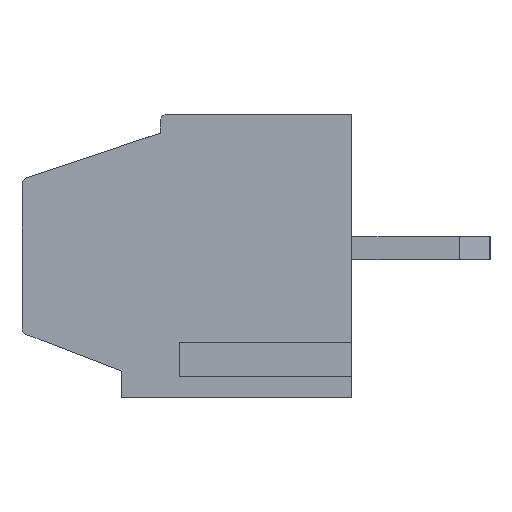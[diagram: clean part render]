
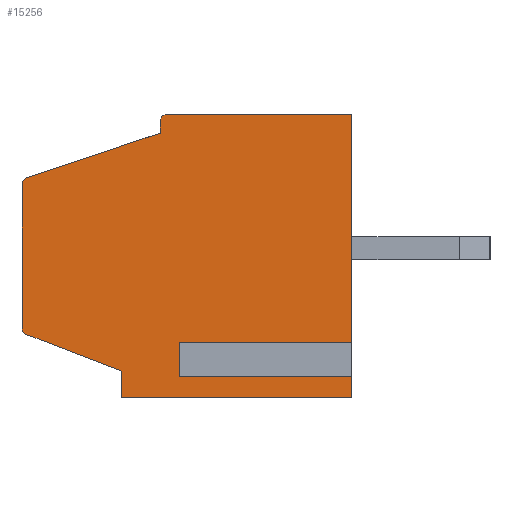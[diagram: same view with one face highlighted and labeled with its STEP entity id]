
A CAD part, left-side view. The second image highlights one B-rep face of the part: STEP entity #15256.
In plain terms, the highlighted planar face has unit normal (-1, 0, 0).
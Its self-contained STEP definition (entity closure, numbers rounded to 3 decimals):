
#45 = AXIS2_PLACEMENT_3D ( 'NONE', #32496, #38740, #25717 ) ;
#211 = DIRECTION ( 'NONE',  ( 0., -1., 0. ) ) ;
#227 = EDGE_CURVE ( 'NONE', #15153, #17919, #16269, .T. ) ;
#372 = VERTEX_POINT ( 'NONE', #11522 ) ;
#612 = EDGE_CURVE ( 'NONE', #39469, #372, #1312, .T. ) ;
#737 = VERTEX_POINT ( 'NONE', #5816 ) ;
#1312 = LINE ( 'NONE', #15447, #33870 ) ;
#2071 = VECTOR ( 'NONE', #35132, 1000. ) ;
#2498 = CARTESIAN_POINT ( 'NONE',  ( 0., 5.53, 0.732 ) ) ;
#3166 = VERTEX_POINT ( 'NONE', #36861 ) ;
#4192 = EDGE_CURVE ( 'NONE', #12897, #40197, #22454, .T. ) ;
#4290 = EDGE_CURVE ( 'NONE', #3166, #39534, #17266, .T. ) ;
#4531 = ORIENTED_EDGE ( 'NONE', *, *, #5700, .T. ) ;
#4865 = EDGE_CURVE ( 'NONE', #372, #35492, #6347, .T. ) ;
#4958 = VERTEX_POINT ( 'NONE', #10185 ) ;
#5004 = DIRECTION ( 'NONE',  ( 0., 0., -1. ) ) ;
#5690 = DIRECTION ( 'NONE',  ( 0., -1., 0. ) ) ;
#5700 = EDGE_CURVE ( 'NONE', #3166, #35492, #17254, .T. ) ;
#5774 = VECTOR ( 'NONE', #36198, 1000. ) ;
#5816 = CARTESIAN_POINT ( 'NONE',  ( 0., 0., 0.732 ) ) ;
#6347 = LINE ( 'NONE', #33102, #14486 ) ;
#7085 = PLANE ( 'NONE',  #37357 ) ;
#7152 = DIRECTION ( 'NONE',  ( 0., 0., 1. ) ) ;
#9250 = CARTESIAN_POINT ( 'NONE',  ( 0., 5.53, 1.268 ) ) ;
#9374 = CARTESIAN_POINT ( 'NONE',  ( 0., 8.6, 1.837 ) ) ;
#9664 = DIRECTION ( 'NONE',  ( 0., 0., 1. ) ) ;
#10069 = VECTOR ( 'NONE', #42970, 1000. ) ;
#10083 = LINE ( 'NONE', #36577, #31146 ) ;
#10185 = CARTESIAN_POINT ( 'NONE',  ( 0., 6., 0.7 ) ) ;
#10964 = CARTESIAN_POINT ( 'NONE',  ( 0., 8.463, 5.746 ) ) ;
#11335 = VERTEX_POINT ( 'NONE', #30984 ) ;
#11399 = CARTESIAN_POINT ( 'NONE',  ( 0., 6., 0.7 ) ) ;
#11465 = DIRECTION ( 'NONE',  ( 0., -0.949, 0.316 ) ) ;
#11522 = CARTESIAN_POINT ( 'NONE',  ( 0., 5., 6.9 ) ) ;
#12658 = EDGE_CURVE ( 'NONE', #39469, #17919, #19393, .T. ) ;
#12897 = VERTEX_POINT ( 'NONE', #18843 ) ;
#14029 = ORIENTED_EDGE ( 'NONE', *, *, #31683, .F. ) ;
#14486 = VECTOR ( 'NONE', #43380, 1000. ) ;
#14882 = DIRECTION ( 'NONE',  ( -1., 0., 0. ) ) ;
#15153 = VERTEX_POINT ( 'NONE', #9374 ) ;
#15256 = ADVANCED_FACE ( 'NONE', ( #27505 ), #7085, .F. ) ;
#15447 = CARTESIAN_POINT ( 'NONE',  ( 0., 8.6, 5.7 ) ) ;
#16269 = LINE ( 'NONE', #25946, #16587 ) ;
#16530 = ORIENTED_EDGE ( 'NONE', *, *, #34109, .T. ) ;
#16587 = VECTOR ( 'NONE', #19847, 1000. ) ;
#16730 = ORIENTED_EDGE ( 'NONE', *, *, #4192, .T. ) ;
#17254 = CIRCLE ( 'NONE', #24449, 0.2 ) ;
#17266 = LINE ( 'NONE', #20404, #40146 ) ;
#17905 = VERTEX_POINT ( 'NONE', #33372 ) ;
#17917 = ORIENTED_EDGE ( 'NONE', *, *, #227, .F. ) ;
#17919 = VERTEX_POINT ( 'NONE', #37173 ) ;
#18356 = ORIENTED_EDGE ( 'NONE', *, *, #29271, .F. ) ;
#18420 = VECTOR ( 'NONE', #24910, 1000. ) ;
#18843 = CARTESIAN_POINT ( 'NONE',  ( 0., 4.5, 1.268 ) ) ;
#19393 = CIRCLE ( 'NONE', #45, 0.2 ) ;
#19847 = DIRECTION ( 'NONE',  ( 0., 0., 1. ) ) ;
#20006 = VECTOR ( 'NONE', #7152, 1000. ) ;
#20404 = CARTESIAN_POINT ( 'NONE',  ( 0., 8.6, 7.4 ) ) ;
#21056 = LINE ( 'NONE', #38139, #18420 ) ;
#21861 = CARTESIAN_POINT ( 'NONE',  ( 0., 8.6, 0. ) ) ;
#22145 = VECTOR ( 'NONE', #9664, 1000. ) ;
#22241 = DIRECTION ( 'NONE',  ( 0., 0., -1. ) ) ;
#22454 = LINE ( 'NONE', #9250, #5774 ) ;
#23278 = AXIS2_PLACEMENT_3D ( 'NONE', #39128, #14882, #5004 ) ;
#23320 = LINE ( 'NONE', #40392, #22145 ) ;
#23777 = EDGE_CURVE ( 'NONE', #40030, #17905, #42541, .T. ) ;
#24449 = AXIS2_PLACEMENT_3D ( 'NONE', #39574, #26302, #22241 ) ;
#24803 = CARTESIAN_POINT ( 'NONE',  ( 0., 8.472, 1.651 ) ) ;
#24822 = DIRECTION ( 'NONE',  ( 0., 0., -1. ) ) ;
#24910 = DIRECTION ( 'NONE',  ( 0., 0.933, 0.359 ) ) ;
#25104 = ORIENTED_EDGE ( 'NONE', *, *, #33691, .T. ) ;
#25345 = ORIENTED_EDGE ( 'NONE', *, *, #4290, .F. ) ;
#25372 = ORIENTED_EDGE ( 'NONE', *, *, #32839, .F. ) ;
#25717 = DIRECTION ( 'NONE',  ( 0., 0., -1. ) ) ;
#25946 = CARTESIAN_POINT ( 'NONE',  ( 0., 8.6, 7.4 ) ) ;
#26302 = DIRECTION ( 'NONE',  ( -1., 0., 0. ) ) ;
#26528 = LINE ( 'NONE', #2498, #42063 ) ;
#26628 = CARTESIAN_POINT ( 'NONE',  ( 0., 0., 1.268 ) ) ;
#27242 = LINE ( 'NONE', #41392, #2071 ) ;
#27505 = FACE_OUTER_BOUND ( 'NONE', #32721, .T. ) ;
#29153 = CARTESIAN_POINT ( 'NONE',  ( 0., 0., 7.4 ) ) ;
#29271 = EDGE_CURVE ( 'NONE', #12897, #11335, #10083, .T. ) ;
#29876 = EDGE_CURVE ( 'NONE', #15153, #31232, #41938, .T. ) ;
#30984 = CARTESIAN_POINT ( 'NONE',  ( 0., 4.5, 0.732 ) ) ;
#31146 = VECTOR ( 'NONE', #40148, 1000. ) ;
#31232 = VERTEX_POINT ( 'NONE', #24803 ) ;
#31683 = EDGE_CURVE ( 'NONE', #4958, #31232, #21056, .T. ) ;
#32142 = ORIENTED_EDGE ( 'NONE', *, *, #29876, .T. ) ;
#32496 = CARTESIAN_POINT ( 'NONE',  ( 0., 8.4, 5.556 ) ) ;
#32721 = EDGE_LOOP ( 'NONE', ( #25345, #4531, #35021, #42392, #43551, #17917, #32142, #14029, #37300, #41348, #16530, #25372, #18356, #16730, #25104 ) ) ;
#32839 = EDGE_CURVE ( 'NONE', #11335, #737, #26528, .T. ) ;
#33102 = CARTESIAN_POINT ( 'NONE',  ( 0., 5., 6.9 ) ) ;
#33372 = CARTESIAN_POINT ( 'NONE',  ( 0., 0., 0. ) ) ;
#33691 = EDGE_CURVE ( 'NONE', #40197, #39534, #27242, .T. ) ;
#33870 = VECTOR ( 'NONE', #11465, 1000. ) ;
#34109 = EDGE_CURVE ( 'NONE', #17905, #737, #23320, .T. ) ;
#34216 = EDGE_CURVE ( 'NONE', #40030, #4958, #37903, .T. ) ;
#35021 = ORIENTED_EDGE ( 'NONE', *, *, #4865, .F. ) ;
#35132 = DIRECTION ( 'NONE',  ( 0., 0., 1. ) ) ;
#35492 = VERTEX_POINT ( 'NONE', #39127 ) ;
#36141 = CARTESIAN_POINT ( 'NONE',  ( 0., 6., 0. ) ) ;
#36198 = DIRECTION ( 'NONE',  ( 0., -1., 0. ) ) ;
#36577 = CARTESIAN_POINT ( 'NONE',  ( 0., 4.5, 0.732 ) ) ;
#36861 = CARTESIAN_POINT ( 'NONE',  ( 0., 4.8, 7.4 ) ) ;
#37173 = CARTESIAN_POINT ( 'NONE',  ( 0., 8.6, 5.556 ) ) ;
#37300 = ORIENTED_EDGE ( 'NONE', *, *, #34216, .F. ) ;
#37357 = AXIS2_PLACEMENT_3D ( 'NONE', #38270, #38719, #24822 ) ;
#37903 = LINE ( 'NONE', #11399, #20006 ) ;
#38139 = CARTESIAN_POINT ( 'NONE',  ( 0., 8.6, 1.7 ) ) ;
#38270 = CARTESIAN_POINT ( 'NONE',  ( 0., 8.6, 7.4 ) ) ;
#38719 = DIRECTION ( 'NONE',  ( 1., 0., 0. ) ) ;
#38740 = DIRECTION ( 'NONE',  ( -1., 0., 0. ) ) ;
#39127 = CARTESIAN_POINT ( 'NONE',  ( 0., 5., 7.2 ) ) ;
#39128 = CARTESIAN_POINT ( 'NONE',  ( 0., 8.4, 1.837 ) ) ;
#39469 = VERTEX_POINT ( 'NONE', #10964 ) ;
#39534 = VERTEX_POINT ( 'NONE', #29153 ) ;
#39574 = CARTESIAN_POINT ( 'NONE',  ( 0., 4.8, 7.2 ) ) ;
#40030 = VERTEX_POINT ( 'NONE', #36141 ) ;
#40146 = VECTOR ( 'NONE', #211, 1000. ) ;
#40148 = DIRECTION ( 'NONE',  ( 0., 0., -1. ) ) ;
#40197 = VERTEX_POINT ( 'NONE', #26628 ) ;
#40392 = CARTESIAN_POINT ( 'NONE',  ( 0., 0., 7.4 ) ) ;
#41348 = ORIENTED_EDGE ( 'NONE', *, *, #23777, .T. ) ;
#41392 = CARTESIAN_POINT ( 'NONE',  ( 0., 0., 7.4 ) ) ;
#41938 = CIRCLE ( 'NONE', #23278, 0.2 ) ;
#42063 = VECTOR ( 'NONE', #5690, 1000. ) ;
#42392 = ORIENTED_EDGE ( 'NONE', *, *, #612, .F. ) ;
#42541 = LINE ( 'NONE', #21861, #10069 ) ;
#42970 = DIRECTION ( 'NONE',  ( 0., -1., 0. ) ) ;
#43380 = DIRECTION ( 'NONE',  ( 0., 0., 1. ) ) ;
#43551 = ORIENTED_EDGE ( 'NONE', *, *, #12658, .T. ) ;
